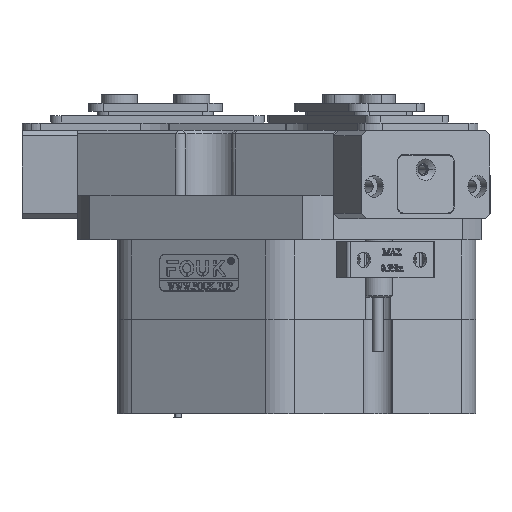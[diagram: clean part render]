
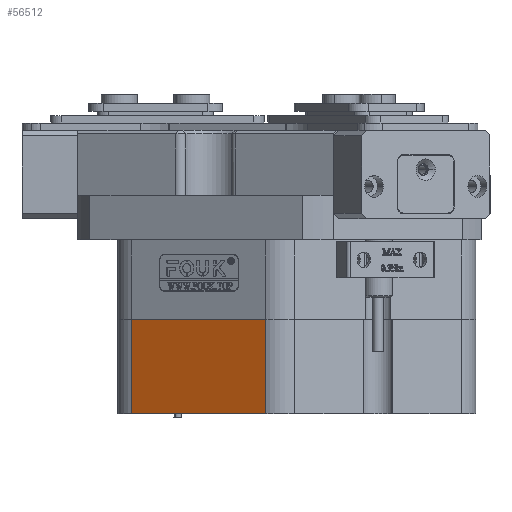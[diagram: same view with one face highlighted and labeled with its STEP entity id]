
A CAD part, front view. The second image highlights one B-rep face of the part: STEP entity #56512.
In plain terms, the highlighted face is planar.
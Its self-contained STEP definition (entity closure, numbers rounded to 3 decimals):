
#193 = VECTOR ( 'NONE', #29184, 1000. ) ;
#1206 = VERTEX_POINT ( 'NONE', #33330 ) ;
#1289 = FACE_OUTER_BOUND ( 'NONE', #34596, .T. ) ;
#4873 = ORIENTED_EDGE ( 'NONE', *, *, #22891, .T. ) ;
#6192 = CARTESIAN_POINT ( 'NONE',  ( -33.486, 44., 0. ) ) ;
#8977 = LINE ( 'NONE', #34251, #193 ) ;
#10715 = DIRECTION ( 'NONE',  ( -0.5, -0.866, 0. ) ) ;
#11335 = DIRECTION ( 'NONE',  ( 0., 0., -1. ) ) ;
#19959 = EDGE_CURVE ( 'NONE', #42258, #1206, #8977, .T. ) ;
#20231 = VECTOR ( 'NONE', #10715, 1000. ) ;
#22891 = EDGE_CURVE ( 'NONE', #30863, #42258, #38195, .T. ) ;
#25976 = EDGE_CURVE ( 'NONE', #39619, #1206, #53728, .T. ) ;
#27969 = CARTESIAN_POINT ( 'NONE',  ( -33.486, 44., 26. ) ) ;
#29184 = DIRECTION ( 'NONE',  ( 0., 0., 1. ) ) ;
#30863 = VERTEX_POINT ( 'NONE', #45491 ) ;
#32661 = VECTOR ( 'NONE', #40387, 1000. ) ;
#33330 = CARTESIAN_POINT ( 'NONE',  ( -54.848, 7., 26. ) ) ;
#34251 = CARTESIAN_POINT ( 'NONE',  ( -54.848, 7., 26. ) ) ;
#34596 = EDGE_LOOP ( 'NONE', ( #37667, #45809, #4873, #43771 ) ) ;
#35494 = CARTESIAN_POINT ( 'NONE',  ( -29.445, 51., 0. ) ) ;
#37667 = ORIENTED_EDGE ( 'NONE', *, *, #25976, .F. ) ;
#37749 = PLANE ( 'NONE',  #59985 ) ;
#38178 = CARTESIAN_POINT ( 'NONE',  ( -29.445, 51., 26. ) ) ;
#38195 = LINE ( 'NONE', #35494, #32661 ) ;
#39619 = VERTEX_POINT ( 'NONE', #27969 ) ;
#40387 = DIRECTION ( 'NONE',  ( -0.5, -0.866, 0. ) ) ;
#42258 = VERTEX_POINT ( 'NONE', #48038 ) ;
#43771 = ORIENTED_EDGE ( 'NONE', *, *, #19959, .T. ) ;
#44735 = LINE ( 'NONE', #6192, #47950 ) ;
#45491 = CARTESIAN_POINT ( 'NONE',  ( -33.486, 44., 0. ) ) ;
#45809 = ORIENTED_EDGE ( 'NONE', *, *, #51492, .T. ) ;
#47950 = VECTOR ( 'NONE', #11335, 1000. ) ;
#47983 = DIRECTION ( 'NONE',  ( 0.5, 0.866, 0. ) ) ;
#48038 = CARTESIAN_POINT ( 'NONE',  ( -54.848, 7., 0. ) ) ;
#51249 = CARTESIAN_POINT ( 'NONE',  ( -29.445, 51., 26. ) ) ;
#51492 = EDGE_CURVE ( 'NONE', #39619, #30863, #44735, .T. ) ;
#53728 = LINE ( 'NONE', #51249, #20231 ) ;
#56512 = ADVANCED_FACE ( 'NONE', ( #1289 ), #37749, .F. ) ;
#59985 = AXIS2_PLACEMENT_3D ( 'NONE', #38178, #63760, #47983 ) ;
#63760 = DIRECTION ( 'NONE',  ( 0.866, -0.5, 0. ) ) ;
